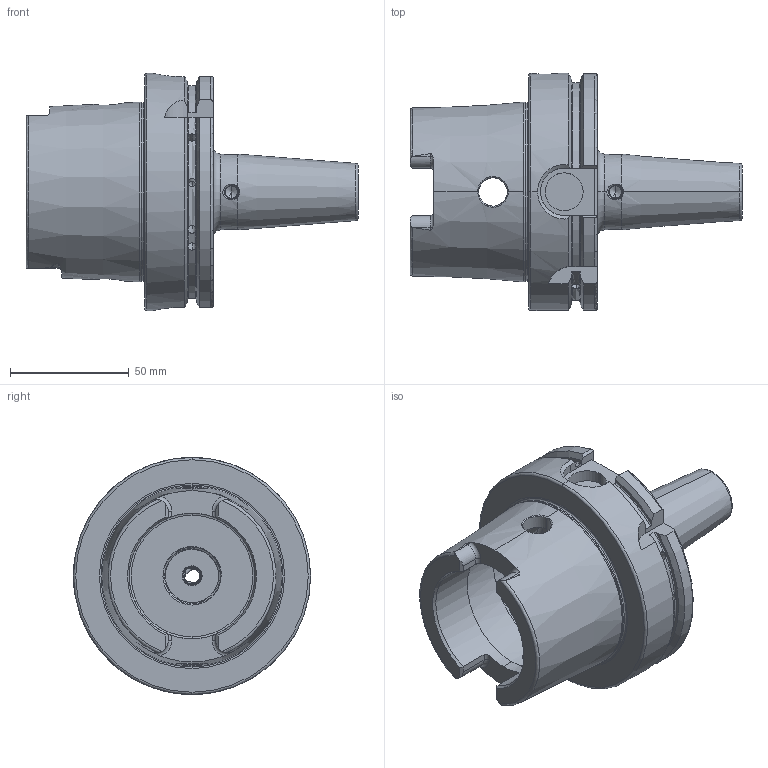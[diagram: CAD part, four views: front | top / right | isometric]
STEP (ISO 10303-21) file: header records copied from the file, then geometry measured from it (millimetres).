
FILE_DESCRIPTION (( 'STEP AP203' ), '1' );
FILE_NAME ('A100.70.10.STEP', '2016-08-31T10:44:46', ( '' ), ( '' ), 'SwSTEP 2.0', 'SolidWorks 2012', '' );
FILE_SCHEMA (( 'CONFIG_CONTROL_DESIGN' ));
Length unit declared in the file: millimetre
Products named in the file (1): A100.70.10
Bounding box: 140 x 100 x 100 mm (x, y, z)
Volume: 286828.8 mm3; surface area: 59095.1 mm2
Topology: 1 solids, 1 shells, 305 faces, 856 edges, 541 vertices
Faces by surface type: cylinder 145, cone 53, plane 52, torus 35, bspline 20
Entity records: 25060 total; most frequent: CARTESIAN_POINT 18064, ORIENTED_EDGE 1676, DIRECTION 1227, EDGE_CURVE 838, VERTEX_POINT 541, AXIS2_PLACEMENT_3D 484, EDGE_LOOP 317, FACE_OUTER_BOUND 305
